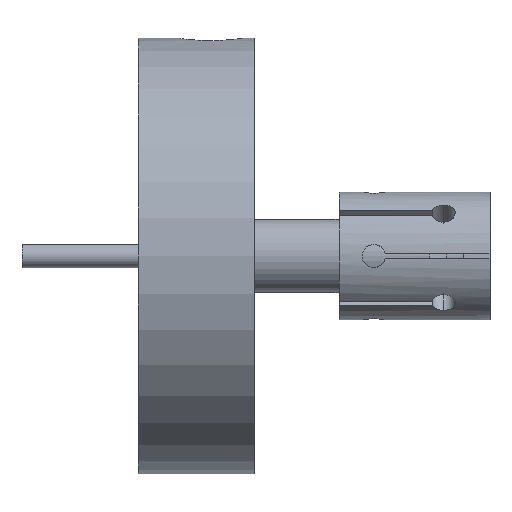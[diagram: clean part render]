
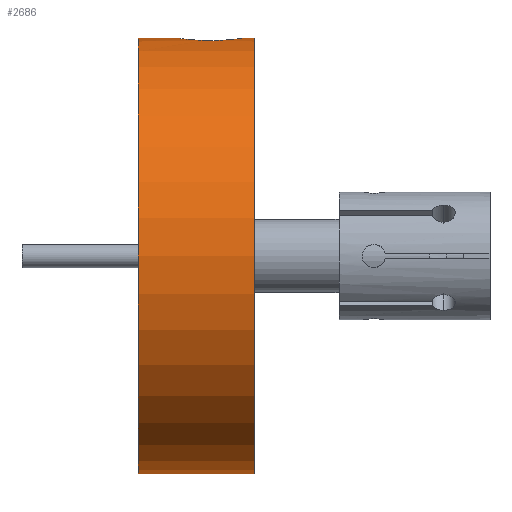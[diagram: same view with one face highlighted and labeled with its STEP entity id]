
A CAD part, front view. The second image highlights one B-rep face of the part: STEP entity #2686.
In plain terms, the highlighted cylindrical face has radius 37.5 mm (diameter 75 mm), a partial arc.
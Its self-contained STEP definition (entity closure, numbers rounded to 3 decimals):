
#9 = CARTESIAN_POINT ( 'NONE',  ( 16.135, -4.143, 37.271 ) ) ;
#20 = ORIENTED_EDGE ( 'NONE', *, *, #1442, .T. ) ;
#35 = CARTESIAN_POINT ( 'NONE',  ( 7.177, -1.43, 37.474 ) ) ;
#96 = CARTESIAN_POINT ( 'NONE',  ( 15.257, -4.773, 37.196 ) ) ;
#170 = CARTESIAN_POINT ( 'NONE',  ( 20., 0., -37.5 ) ) ;
#197 = DIRECTION ( 'NONE',  ( -1., 0., 0. ) ) ;
#268 = EDGE_LOOP ( 'NONE', ( #2418, #2945, #20, #337, #5559, #2545 ) ) ;
#337 = ORIENTED_EDGE ( 'NONE', *, *, #485, .T. ) ;
#441 = CARTESIAN_POINT ( 'NONE',  ( 13.928, -5.314, 37.122 ) ) ;
#454 = AXIS2_PLACEMENT_3D ( 'NONE', #3740, #2076, #3768 ) ;
#476 = CARTESIAN_POINT ( 'NONE',  ( 10.729, -5.22, 37.135 ) ) ;
#485 = EDGE_CURVE ( 'NONE', #1875, #3868, #1214, .T. ) ;
#554 = EDGE_CURVE ( 'NONE', #597, #1175, #1475, .T. ) ;
#562 = CARTESIAN_POINT ( 'NONE',  ( 14.273, -5.21, 37.136 ) ) ;
#577 = VERTEX_POINT ( 'NONE', #2757 ) ;
#597 = VERTEX_POINT ( 'NONE', #170 ) ;
#865 = CARTESIAN_POINT ( 'NONE',  ( 13.751, -5.359, 37.115 ) ) ;
#896 = CARTESIAN_POINT ( 'NONE',  ( 18., 0., 37.5 ) ) ;
#904 = EDGE_CURVE ( 'NONE', #597, #3365, #3559, .T. ) ;
#925 = CARTESIAN_POINT ( 'NONE',  ( 10.229, -5.013, 37.164 ) ) ;
#957 = LINE ( 'NONE', #3078, #2967 ) ;
#1038 = DIRECTION ( 'NONE',  ( 0., 0., 1. ) ) ;
#1080 = CARTESIAN_POINT ( 'NONE',  ( 20., 0., 0. ) ) ;
#1175 = VERTEX_POINT ( 'NONE', #2936 ) ;
#1188 = FACE_OUTER_BOUND ( 'NONE', #268, .T. ) ;
#1214 = B_SPLINE_CURVE_WITH_KNOTS ( 'NONE', 3,
 ( #896, #3597, #3044, #1386, #3932, #4491, #1326, #5265, #1721, #1848, #2269, #9, #4838, #96, #5354, #2636, #562, #441, #865, #1414, #3133, #3471, #4401, #1753, #476, #925, #2298, #3162, #5663, #3962, #3500, #2604, #2180, #2240, #1298, #4927, #1358, #4808, #35, #2211, #3990, #1785 ),
 .UNSPECIFIED., .F., .F.,
 ( 4, 2, 2, 2, 2, 2, 2, 2, 2, 2, 2, 2, 2, 2, 2, 2, 2, 2, 2, 2, 4 ),
 ( 0., 0.001, 0.002, 0.002, 0.003, 0.004, 0.005, 0.006, 0.007, 0.008, 0.009, 0.01, 0.011, 0.011, 0.012, 0.013, 0.014, 0.015, 0.015, 0.016, 0.017 ),
 .UNSPECIFIED. ) ;
#1293 = CARTESIAN_POINT ( 'NONE',  ( 7., 0., 37.5 ) ) ;
#1298 = CARTESIAN_POINT ( 'NONE',  ( 7.736, -2.755, 37.399 ) ) ;
#1302 = DIRECTION ( 'NONE',  ( -1., 0., 0. ) ) ;
#1326 = CARTESIAN_POINT ( 'NONE',  ( 17.649, -1.941, 37.45 ) ) ;
#1358 = CARTESIAN_POINT ( 'NONE',  ( 7.488, -2.272, 37.431 ) ) ;
#1386 = CARTESIAN_POINT ( 'NONE',  ( 17.859, -1.249, 37.48 ) ) ;
#1414 = CARTESIAN_POINT ( 'NONE',  ( 13.219, -5.465, 37.1 ) ) ;
#1442 = EDGE_CURVE ( 'NONE', #1175, #1875, #3648, .T. ) ;
#1466 = CARTESIAN_POINT ( 'NONE',  ( 0., 0., 37.5 ) ) ;
#1475 = CIRCLE ( 'NONE', #2851, 37.5 ) ;
#1721 = CARTESIAN_POINT ( 'NONE',  ( 17.273, -2.757, 37.4 ) ) ;
#1753 = CARTESIAN_POINT ( 'NONE',  ( 11.072, -5.324, 37.12 ) ) ;
#1785 = CARTESIAN_POINT ( 'NONE',  ( 7., 0., 37.5 ) ) ;
#1816 = DIRECTION ( 'NONE',  ( -1., 0., 0. ) ) ;
#1848 = CARTESIAN_POINT ( 'NONE',  ( 16.874, -3.354, 37.351 ) ) ;
#1875 = VERTEX_POINT ( 'NONE', #4092 ) ;
#2076 = DIRECTION ( 'NONE',  ( -1., 0., 0. ) ) ;
#2180 = CARTESIAN_POINT ( 'NONE',  ( 8.128, -3.356, 37.351 ) ) ;
#2211 = CARTESIAN_POINT ( 'NONE',  ( 7.036, -0.724, 37.495 ) ) ;
#2240 = CARTESIAN_POINT ( 'NONE',  ( 7.829, -2.909, 37.387 ) ) ;
#2269 = CARTESIAN_POINT ( 'NONE',  ( 16.642, -3.637, 37.324 ) ) ;
#2298 = CARTESIAN_POINT ( 'NONE',  ( 10.064, -4.934, 37.174 ) ) ;
#2413 = CYLINDRICAL_SURFACE ( 'NONE', #454, 37.5 ) ;
#2418 = ORIENTED_EDGE ( 'NONE', *, *, #904, .F. ) ;
#2512 = AXIS2_PLACEMENT_3D ( 'NONE', #2697, #1816, #3469 ) ;
#2545 = ORIENTED_EDGE ( 'NONE', *, *, #4686, .F. ) ;
#2604 = CARTESIAN_POINT ( 'NONE',  ( 8.355, -3.633, 37.324 ) ) ;
#2636 = CARTESIAN_POINT ( 'NONE',  ( 14.441, -5.149, 37.145 ) ) ;
#2686 = ADVANCED_FACE ( 'NONE', ( #1188 ), #2413, .T. ) ;
#2691 = CARTESIAN_POINT ( 'NONE',  ( 0., 0., -37.5 ) ) ;
#2697 = CARTESIAN_POINT ( 'NONE',  ( 0., 0., 0. ) ) ;
#2757 = CARTESIAN_POINT ( 'NONE',  ( 0., 0., 37.5 ) ) ;
#2807 = DIRECTION ( 'NONE',  ( -1., 0., 0. ) ) ;
#2851 = AXIS2_PLACEMENT_3D ( 'NONE', #1080, #197, #1038 ) ;
#2936 = CARTESIAN_POINT ( 'NONE',  ( 20., 0., 37.5 ) ) ;
#2945 = ORIENTED_EDGE ( 'NONE', *, *, #554, .T. ) ;
#2967 = VECTOR ( 'NONE', #1302, 1000. ) ;
#3044 = CARTESIAN_POINT ( 'NONE',  ( 17.964, -0.722, 37.495 ) ) ;
#3078 = CARTESIAN_POINT ( 'NONE',  ( 0., 0., 37.5 ) ) ;
#3133 = CARTESIAN_POINT ( 'NONE',  ( 12.861, -5.5, 37.094 ) ) ;
#3162 = CARTESIAN_POINT ( 'NONE',  ( 9.746, -4.764, 37.196 ) ) ;
#3365 = VERTEX_POINT ( 'NONE', #4895 ) ;
#3469 = DIRECTION ( 'NONE',  ( 0., 0., 1. ) ) ;
#3471 = CARTESIAN_POINT ( 'NONE',  ( 12.143, -5.5, 37.094 ) ) ;
#3500 = CARTESIAN_POINT ( 'NONE',  ( 8.867, -4.146, 37.271 ) ) ;
#3559 = LINE ( 'NONE', #2691, #3769 ) ;
#3597 = CARTESIAN_POINT ( 'NONE',  ( 18., -0.364, 37.5 ) ) ;
#3620 = EDGE_CURVE ( 'NONE', #3868, #577, #957, .T. ) ;
#3648 = LINE ( 'NONE', #1466, #5323 ) ;
#3740 = CARTESIAN_POINT ( 'NONE',  ( 0., 0., 0. ) ) ;
#3768 = DIRECTION ( 'NONE',  ( 0., 0., 1. ) ) ;
#3769 = VECTOR ( 'NONE', #5319, 1000. ) ;
#3868 = VERTEX_POINT ( 'NONE', #1293 ) ;
#3932 = CARTESIAN_POINT ( 'NONE',  ( 17.816, -1.424, 37.473 ) ) ;
#3962 = CARTESIAN_POINT ( 'NONE',  ( 9.146, -4.373, 37.245 ) ) ;
#3990 = CARTESIAN_POINT ( 'NONE',  ( 7., -0.359, 37.5 ) ) ;
#4092 = CARTESIAN_POINT ( 'NONE',  ( 18., 0., 37.5 ) ) ;
#4401 = CARTESIAN_POINT ( 'NONE',  ( 11.778, -5.464, 37.1 ) ) ;
#4491 = CARTESIAN_POINT ( 'NONE',  ( 17.711, -1.77, 37.459 ) ) ;
#4686 = EDGE_CURVE ( 'NONE', #3365, #577, #5467, .T. ) ;
#4808 = CARTESIAN_POINT ( 'NONE',  ( 7.281, -1.773, 37.46 ) ) ;
#4838 = CARTESIAN_POINT ( 'NONE',  ( 15.858, -4.371, 37.245 ) ) ;
#4895 = CARTESIAN_POINT ( 'NONE',  ( 0., 0., -37.5 ) ) ;
#4927 = CARTESIAN_POINT ( 'NONE',  ( 7.566, -2.437, 37.421 ) ) ;
#5265 = CARTESIAN_POINT ( 'NONE',  ( 17.442, -2.441, 37.422 ) ) ;
#5319 = DIRECTION ( 'NONE',  ( -1., 0., 0. ) ) ;
#5323 = VECTOR ( 'NONE', #2807, 1000. ) ;
#5354 = CARTESIAN_POINT ( 'NONE',  ( 14.938, -4.943, 37.173 ) ) ;
#5467 = CIRCLE ( 'NONE', #2512, 37.5 ) ;
#5559 = ORIENTED_EDGE ( 'NONE', *, *, #3620, .T. ) ;
#5663 = CARTESIAN_POINT ( 'NONE',  ( 9.592, -4.672, 37.208 ) ) ;
